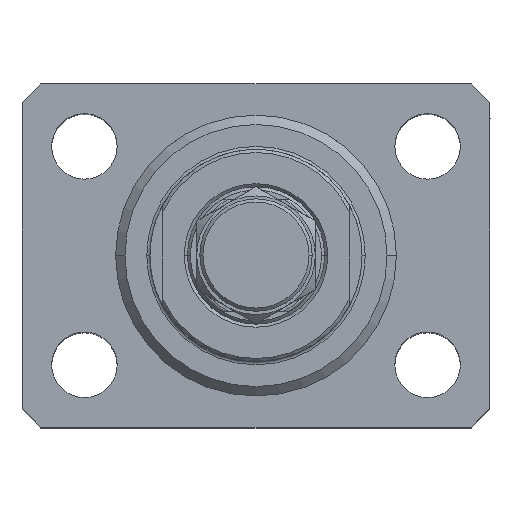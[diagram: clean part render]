
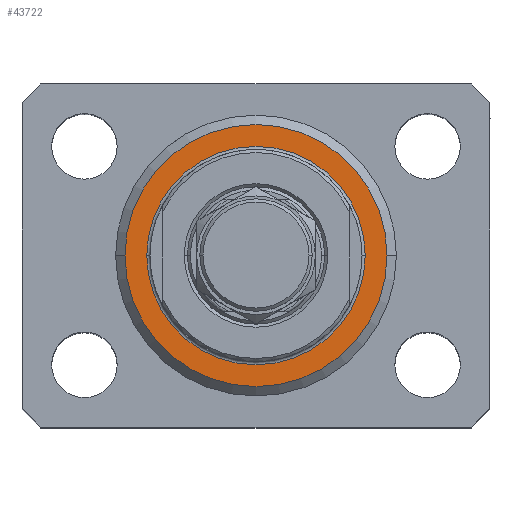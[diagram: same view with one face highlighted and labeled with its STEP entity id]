
A CAD part, top view. The second image highlights one B-rep face of the part: STEP entity #43722.
In plain terms, the highlighted face is planar.
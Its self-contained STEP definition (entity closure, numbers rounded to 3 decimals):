
#828 = VERTEX_POINT ( 'NONE', #1204 ) ;
#1204 = CARTESIAN_POINT ( 'NONE',  ( 17.5, 0., 0. ) ) ;
#1947 = CIRCLE ( 'NONE', #14658, 21. ) ;
#2044 = CARTESIAN_POINT ( 'NONE',  ( 0., 0., 0. ) ) ;
#4117 = ORIENTED_EDGE ( 'NONE', *, *, #9179, .T. ) ;
#5112 = DIRECTION ( 'NONE',  ( 1., 0., 0. ) ) ;
#6513 = VERTEX_POINT ( 'NONE', #18064 ) ;
#8096 = ORIENTED_EDGE ( 'NONE', *, *, #41854, .T. ) ;
#9179 = EDGE_CURVE ( 'NONE', #21067, #828, #32208, .T. ) ;
#10766 = VERTEX_POINT ( 'NONE', #15473 ) ;
#11229 = AXIS2_PLACEMENT_3D ( 'NONE', #45661, #13558, #42138 ) ;
#12995 = PLANE ( 'NONE',  #34215 ) ;
#13558 = DIRECTION ( 'NONE',  ( 0., 0., 1. ) ) ;
#13632 = AXIS2_PLACEMENT_3D ( 'NONE', #2044, #44945, #5112 ) ;
#13773 = DIRECTION ( 'NONE',  ( 0., 0., -1. ) ) ;
#14227 = CARTESIAN_POINT ( 'NONE',  ( 0., 0., 0. ) ) ;
#14658 = AXIS2_PLACEMENT_3D ( 'NONE', #14227, #13773, #17968 ) ;
#15473 = CARTESIAN_POINT ( 'NONE',  ( 21., 0., 0. ) ) ;
#15864 = CIRCLE ( 'NONE', #13632, 21. ) ;
#16505 = CARTESIAN_POINT ( 'NONE',  ( 0., 0., 0. ) ) ;
#17968 = DIRECTION ( 'NONE',  ( 1., 0., 0. ) ) ;
#18064 = CARTESIAN_POINT ( 'NONE',  ( -21., 0., 0. ) ) ;
#19784 = DIRECTION ( 'NONE',  ( 1., 0., 0. ) ) ;
#21067 = VERTEX_POINT ( 'NONE', #31182 ) ;
#21480 = EDGE_LOOP ( 'NONE', ( #8096, #43326 ) ) ;
#22755 = EDGE_LOOP ( 'NONE', ( #46161, #4117 ) ) ;
#26831 = DIRECTION ( 'NONE',  ( 0., 0., 1. ) ) ;
#27503 = EDGE_CURVE ( 'NONE', #6513, #10766, #15864, .T. ) ;
#31182 = CARTESIAN_POINT ( 'NONE',  ( -17.5, 0., 0. ) ) ;
#32208 = CIRCLE ( 'NONE', #11229, 17.5 ) ;
#32632 = CARTESIAN_POINT ( 'NONE',  ( 0., 0., 0. ) ) ;
#34184 = CIRCLE ( 'NONE', #46148, 17.5 ) ;
#34215 = AXIS2_PLACEMENT_3D ( 'NONE', #16505, #26831, #19784 ) ;
#36839 = DIRECTION ( 'NONE',  ( 1., 0., 0. ) ) ;
#37360 = FACE_OUTER_BOUND ( 'NONE', #21480, .T. ) ;
#41344 = FACE_BOUND ( 'NONE', #22755, .T. ) ;
#41854 = EDGE_CURVE ( 'NONE', #10766, #6513, #1947, .T. ) ;
#42138 = DIRECTION ( 'NONE',  ( 1., 0., 0. ) ) ;
#43128 = EDGE_CURVE ( 'NONE', #828, #21067, #34184, .T. ) ;
#43326 = ORIENTED_EDGE ( 'NONE', *, *, #27503, .T. ) ;
#43634 = DIRECTION ( 'NONE',  ( 0., 0., 1. ) ) ;
#43722 = ADVANCED_FACE ( 'NONE', ( #41344, #37360 ), #12995, .F. ) ;
#44945 = DIRECTION ( 'NONE',  ( 0., 0., -1. ) ) ;
#45661 = CARTESIAN_POINT ( 'NONE',  ( 0., 0., 0. ) ) ;
#46148 = AXIS2_PLACEMENT_3D ( 'NONE', #32632, #43634, #36839 ) ;
#46161 = ORIENTED_EDGE ( 'NONE', *, *, #43128, .T. ) ;
